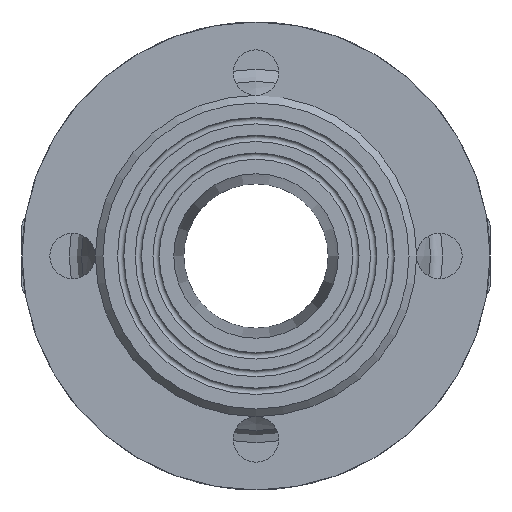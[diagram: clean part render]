
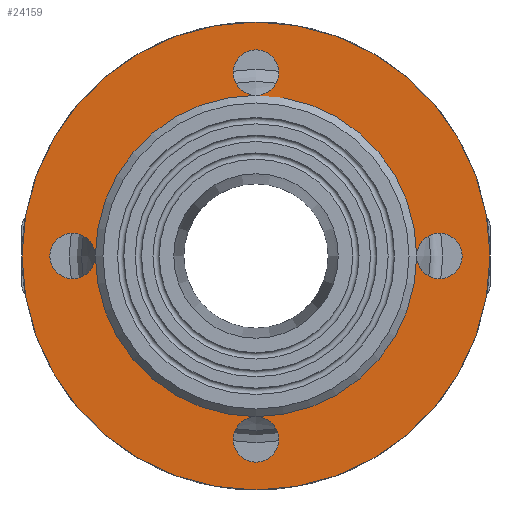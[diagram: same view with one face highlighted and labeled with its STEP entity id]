
A CAD part, front view. The second image highlights one B-rep face of the part: STEP entity #24159.
In plain terms, the highlighted planar face has unit normal (0, -1, 0).
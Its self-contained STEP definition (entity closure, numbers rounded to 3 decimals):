
#24033=CARTESIAN_POINT('',(0.,3.,63.5));
#24034=VERTEX_POINT('',#24033);
#24035=CARTESIAN_POINT('',(0.,3.,72.5));
#24036=DIRECTION('',(0.0,1.0,0.0));
#24037=DIRECTION('',(0.0,0.0,1.0));
#24038=AXIS2_PLACEMENT_3D('',#24035,#24036,#24037);
#24039=CIRCLE('',#24038,9.0);
#24040=EDGE_CURVE('',#24034,#24034,#24039,.T.);
#24061=CARTESIAN_POINT('',(63.5,3.,0.));
#24062=VERTEX_POINT('',#24061);
#24063=CARTESIAN_POINT('',(72.5,3.,0.));
#24064=DIRECTION('',(0.0,1.0,0.0));
#24065=DIRECTION('',(1.0,0.0,0.0));
#24066=AXIS2_PLACEMENT_3D('',#24063,#24064,#24065);
#24067=CIRCLE('',#24066,9.0);
#24068=EDGE_CURVE('',#24062,#24062,#24067,.T.);
#24089=CARTESIAN_POINT('',(0.,3.,-63.5));
#24090=VERTEX_POINT('',#24089);
#24091=CARTESIAN_POINT('',(0.,3.,-72.5));
#24092=DIRECTION('',(0.0,1.0,0.0));
#24093=DIRECTION('',(0.0,0.0,-1.0));
#24094=AXIS2_PLACEMENT_3D('',#24091,#24092,#24093);
#24095=CIRCLE('',#24094,9.0);
#24096=EDGE_CURVE('',#24090,#24090,#24095,.T.);
#24101=CARTESIAN_POINT('',(78.,3.,0.0));
#24102=DIRECTION('',(0.0,-1.0,0.0));
#24103=DIRECTION('',(0.0,0.0,-1.0));
#24104=AXIS2_PLACEMENT_3D('',#24101,#24102,#24103);
#24105=PLANE('',#24104);
#24106=CARTESIAN_POINT('',(92.5,3.,0.0));
#24107=VERTEX_POINT('',#24106);
#24108=CARTESIAN_POINT('',(0.,3.,0.0));
#24109=DIRECTION('',(0.0,-1.0,0.0));
#24110=DIRECTION('',(1.0,0.0,0.0));
#24111=AXIS2_PLACEMENT_3D('',#24108,#24109,#24110);
#24112=CIRCLE('',#24111,92.5);
#24113=EDGE_CURVE('',#24107,#24107,#24112,.T.);
#24114=ORIENTED_EDGE('',*,*,#24113,.T.);
#24115=EDGE_LOOP('',(#24114));
#24116=FACE_OUTER_BOUND('',#24115,.T.);
#24117=CARTESIAN_POINT('',(-63.5,3.,0.));
#24118=VERTEX_POINT('',#24117);
#24119=CARTESIAN_POINT('',(0.,3.,0.0));
#24120=DIRECTION('',(0.0,-1.0,0.0));
#24121=DIRECTION('',(1.0,0.0,0.0));
#24122=AXIS2_PLACEMENT_3D('',#24119,#24120,#24121);
#24123=CIRCLE('',#24122,63.5);
#24124=EDGE_CURVE('',#24118,#24090,#24123,.T.);
#24125=ORIENTED_EDGE('',*,*,#24124,.F.);
#24126=CARTESIAN_POINT('',(-72.5,3.,0.0));
#24127=DIRECTION('',(0.0,1.0,0.0));
#24128=DIRECTION('',(-1.0,0.0,0.0));
#24129=AXIS2_PLACEMENT_3D('',#24126,#24127,#24128);
#24130=CIRCLE('',#24129,9.0);
#24131=EDGE_CURVE('',#24118,#24118,#24130,.T.);
#24132=ORIENTED_EDGE('',*,*,#24131,.T.);
#24133=CARTESIAN_POINT('',(0.,3.,0.0));
#24134=DIRECTION('',(0.0,-1.0,0.0));
#24135=DIRECTION('',(1.0,0.0,0.0));
#24136=AXIS2_PLACEMENT_3D('',#24133,#24134,#24135);
#24137=CIRCLE('',#24136,63.5);
#24138=EDGE_CURVE('',#24034,#24118,#24137,.T.);
#24139=ORIENTED_EDGE('',*,*,#24138,.F.);
#24140=ORIENTED_EDGE('',*,*,#24040,.T.);
#24141=CARTESIAN_POINT('',(0.,3.,0.0));
#24142=DIRECTION('',(0.0,-1.0,0.0));
#24143=DIRECTION('',(1.0,0.0,0.0));
#24144=AXIS2_PLACEMENT_3D('',#24141,#24142,#24143);
#24145=CIRCLE('',#24144,63.5);
#24146=EDGE_CURVE('',#24062,#24034,#24145,.T.);
#24147=ORIENTED_EDGE('',*,*,#24146,.F.);
#24148=ORIENTED_EDGE('',*,*,#24068,.T.);
#24149=CARTESIAN_POINT('',(0.,3.,0.0));
#24150=DIRECTION('',(0.0,-1.0,0.0));
#24151=DIRECTION('',(1.0,0.0,0.0));
#24152=AXIS2_PLACEMENT_3D('',#24149,#24150,#24151);
#24153=CIRCLE('',#24152,63.5);
#24154=EDGE_CURVE('',#24090,#24062,#24153,.T.);
#24155=ORIENTED_EDGE('',*,*,#24154,.F.);
#24156=ORIENTED_EDGE('',*,*,#24096,.T.);
#24157=EDGE_LOOP('',(#24125,#24132,#24139,#24140,#24147,#24148,#24155,#24156));
#24158=FACE_BOUND('',#24157,.T.);
#24159=ADVANCED_FACE('',(#24116,#24158),#24105,.T.);
